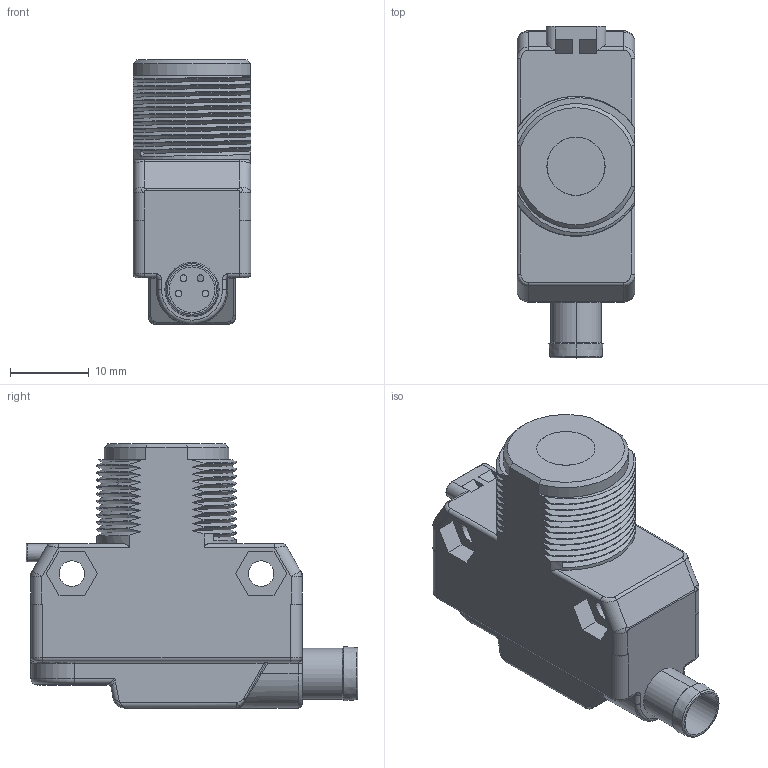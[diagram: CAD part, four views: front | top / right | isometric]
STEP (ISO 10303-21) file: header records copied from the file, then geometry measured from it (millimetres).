
FILE_DESCRIPTION((''),'2;1');
FILE_NAME('148173_SW','2010-05-27T',('banengservice'),('BANNER ENGINEERING'),'PRO/ENGINEER BY PARAMETRIC TECHNOLOGY CORPORATION, 2009141','PRO/ENGINEER BY PARAMETRIC TECHNOLOGY CORPORATION, 2009141','');
FILE_SCHEMA(('CONFIG_CONTROL_DESIGN'));
Length unit declared in the file: inch
Products named in the file (1): 148173_SW
Bounding box: 15 x 42.21 x 33.6 mm (x, y, z)
Volume: 7029 mm3; surface area: 7478.4 mm2
Topology: 1 solids, 2 shells, 718 faces, 1832 edges, 1141 vertices
Faces by surface type: plane 314, cylinder 238, bspline 84, torus 50, cone 22, sphere 10
Entity records: 27101 total; most frequent: CARTESIAN_POINT 10232, ORIENTED_EDGE 3660, DIRECTION 3280, EDGE_CURVE 1830, VERTEX_POINT 1141, AXIS2_PLACEMENT_3D 1120, VECTOR 1040, LINE 1040
